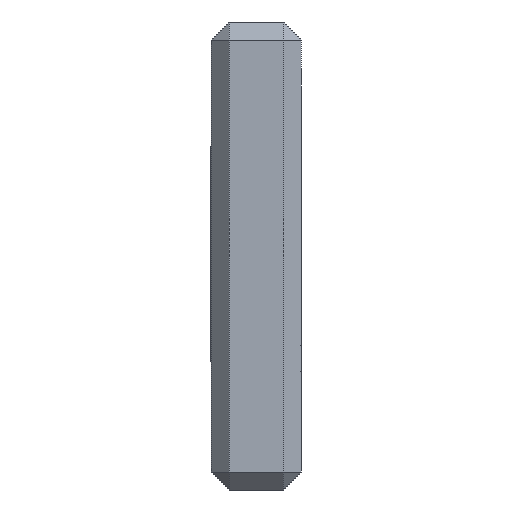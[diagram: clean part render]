
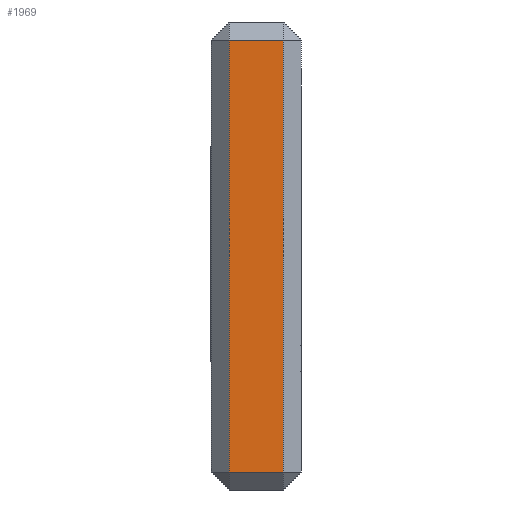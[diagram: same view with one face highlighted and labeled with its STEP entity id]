
A CAD part, left-side view. The second image highlights one B-rep face of the part: STEP entity #1969.
In plain terms, the highlighted planar face has unit normal (-1, 0, 0).
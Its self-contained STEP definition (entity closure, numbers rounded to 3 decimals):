
#347=DIRECTION('',(0.,0.,-1.));
#348=VECTOR('',#347,24.);
#349=CARTESIAN_POINT('',(116.901,-403.,319.2));
#350=LINE('',#349,#348);
#382=DIRECTION('',(0.,-1.,0.));
#383=VECTOR('',#382,3.);
#384=CARTESIAN_POINT('',(116.901,-400.,319.2));
#385=LINE('',#384,#383);
#502=DIRECTION('',(0.,0.,1.));
#503=VECTOR('',#502,24.);
#504=CARTESIAN_POINT('',(116.901,-400.,295.2));
#505=LINE('',#504,#503);
#530=DIRECTION('',(0.,1.,0.));
#531=VECTOR('',#530,3.);
#532=CARTESIAN_POINT('',(116.901,-403.,295.2));
#533=LINE('',#532,#531);
#1503=CARTESIAN_POINT('',(116.901,-403.,295.2));
#1505=VERTEX_POINT('',#1503);
#1508=CARTESIAN_POINT('',(116.901,-403.,319.2));
#1510=VERTEX_POINT('',#1508);
#1549=CARTESIAN_POINT('',(116.901,-400.,295.2));
#1550=VERTEX_POINT('',#1549);
#1551=CARTESIAN_POINT('',(116.901,-400.,319.2));
#1552=VERTEX_POINT('',#1551);
#1958=CARTESIAN_POINT('',(116.901,-404.,306.7));
#1959=DIRECTION('',(-1.,0.,0.));
#1960=DIRECTION('',(0.,-1.,0.));
#1961=AXIS2_PLACEMENT_3D('',#1958,#1959,#1960);
#1962=PLANE('',#1961);
#1963=ORIENTED_EDGE('',*,*,#1942,.T.);
#1964=ORIENTED_EDGE('',*,*,#1904,.T.);
#1965=ORIENTED_EDGE('',*,*,#1797,.T.);
#1966=ORIENTED_EDGE('',*,*,#1755,.T.);
#1967=EDGE_LOOP('',(#1963,#1964,#1965,#1966));
#1968=FACE_OUTER_BOUND('',#1967,.F.);
#1755=EDGE_CURVE('',#1510,#1505,#350,.T.);
#1797=EDGE_CURVE('',#1552,#1510,#385,.T.);
#1904=EDGE_CURVE('',#1550,#1552,#505,.T.);
#1942=EDGE_CURVE('',#1505,#1550,#533,.T.);
#1969=ADVANCED_FACE('',(#1968),#1962,.T.);
